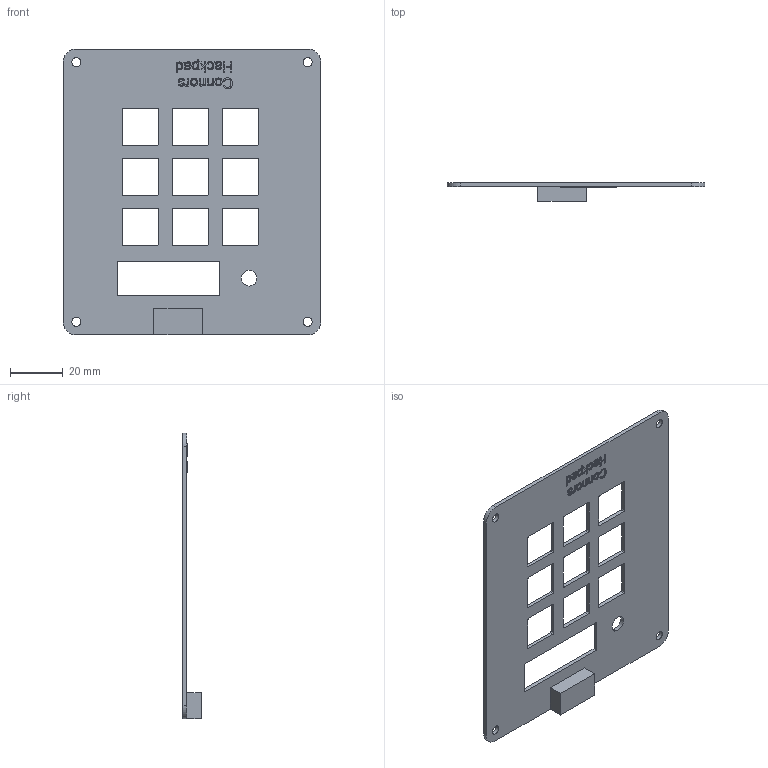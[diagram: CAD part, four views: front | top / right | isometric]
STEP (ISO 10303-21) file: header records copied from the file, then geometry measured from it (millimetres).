
FILE_DESCRIPTION(/* description */ (''),/* implementation_level */ '2;1');
FILE_NAME(/* name */ 'Macropadv2 Top final.step',/* time_stamp */ '2025-12-22T20:07:38-05:00',/* author */ (''),/* organization */ (''),/* preprocessor_version */ 'ST-DEVELOPER v20.1',/* originating_system */ 'Autodesk Translation Framework v14.21.0.0',/* authorisation */ '');
FILE_SCHEMA (('AUTOMOTIVE_DESIGN { 1 0 10303 214 3 1 1 }'));
Length unit declared in the file: millimetre
Products named in the file (1): 2025-12-22-12-51-28-109
Bounding box: 98.1 x 7 x 108.92 mm (x, y, z)
Volume: 13523 mm3; surface area: 18621.2 mm2
Topology: 1 solids, 1 shells, 415 faces, 1179 edges, 786 vertices
Faces by surface type: bspline 230, plane 140, cylinder 45
Full cylindrical faces by diameter (mm): 3.4 x4, 6 x1
Entity records: 15676 total; most frequent: CARTESIAN_POINT 6291, ORIENTED_EDGE 2358, DIRECTION 1181, EDGE_CURVE 1179, VERTEX_POINT 786, LINE 629, VECTOR 629, EDGE_LOOP 465
